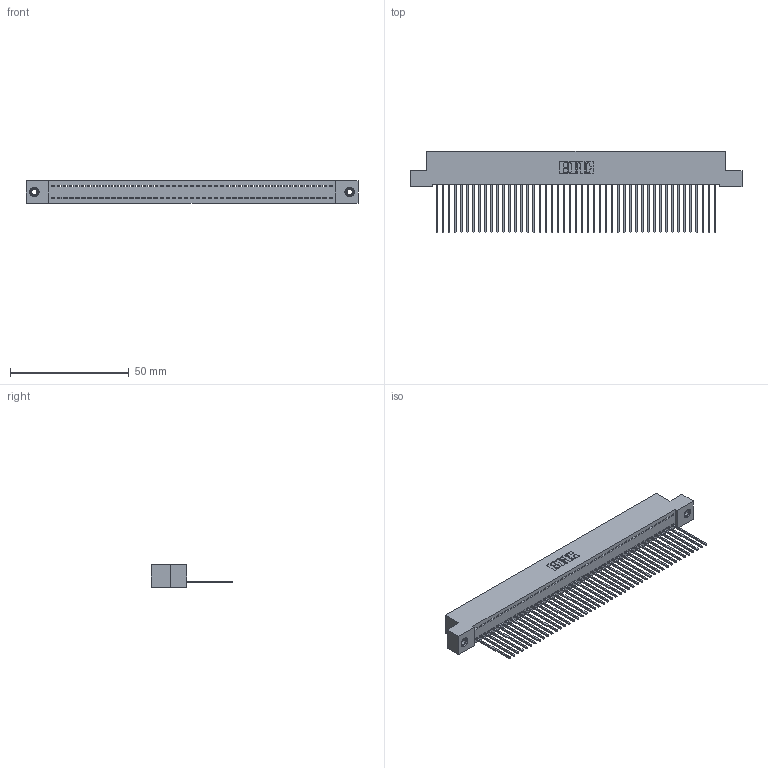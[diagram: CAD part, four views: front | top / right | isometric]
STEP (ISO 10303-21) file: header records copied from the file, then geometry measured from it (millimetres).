
FILE_DESCRIPTION (( 'STEP AP203' ), '1' );
FILE_NAME ('392-047-541-108.STEP', '2019-10-08T00:27:38', ( '' ), ( '' ), 'SwSTEP 2.0', 'SolidWorks 2016', '' );
FILE_SCHEMA (( 'CONFIG_CONTROL_DESIGN' ));
Length unit declared in the file: inch
Products named in the file (4): 342 Part_TI; 345-292-001_345-293-141; 345-250-001_345-250-003-102; 392-047-541-108
Assembly tree (50 placements, depth 2):
  392-047-541-108
    342 Part_TI
    345-292-001_345-293-141  x47
    345-250-001_345-250-003-102  x2
Bounding box: 139.7 x 34.3 x 9.4 mm (x, y, z)
Volume: 12416.7 mm3; surface area: 19226.5 mm2
Topology: 50 solids, 50 shells, 2896 faces, 8707 edges, 5734 vertices
Faces by surface type: plane 2072, cylinder 808, cone 12, torus 4
Entity records: 29158 total; most frequent: CARTESIAN_POINT 5010, ORIENTED_EDGE 4986, DIRECTION 4249, EDGE_CURVE 2493, VECTOR 2345, LINE 2345, VERTEX_POINT 1656, AXIS2_PLACEMENT_3D 952
